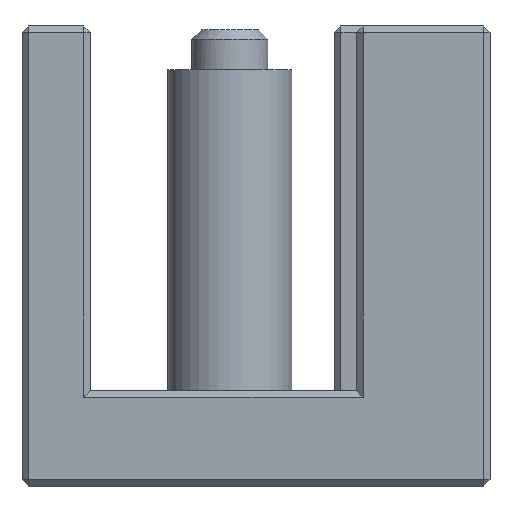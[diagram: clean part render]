
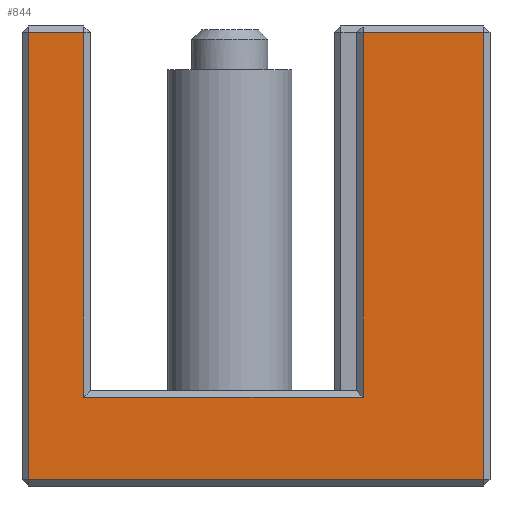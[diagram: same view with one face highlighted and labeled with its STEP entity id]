
A CAD part, left-side view. The second image highlights one B-rep face of the part: STEP entity #844.
In plain terms, the highlighted planar face has unit normal (-1, 0, 0).
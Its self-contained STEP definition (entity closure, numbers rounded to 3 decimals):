
#63=FACE_OUTER_BOUND('',#119,.T.);
#119=EDGE_LOOP('',(#668,#669,#670,#671,#672,#673,#674,#675));
#154=LINE('',#1200,#261);
#170=LINE('',#1234,#277);
#210=LINE('',#1360,#317);
#211=LINE('',#1362,#318);
#221=LINE('',#1382,#328);
#222=LINE('',#1384,#329);
#223=LINE('',#1386,#330);
#224=LINE('',#1387,#331);
#261=VECTOR('',#963,10.);
#277=VECTOR('',#991,10.);
#317=VECTOR('',#1077,10.);
#318=VECTOR('',#1080,10.);
#328=VECTOR('',#1104,10.);
#329=VECTOR('',#1105,10.);
#330=VECTOR('',#1106,10.);
#331=VECTOR('',#1107,10.);
#358=VERTEX_POINT('',#1176);
#364=VERTEX_POINT('',#1190);
#367=VERTEX_POINT('',#1197);
#372=VERTEX_POINT('',#1213);
#375=VERTEX_POINT('',#1220);
#379=VERTEX_POINT('',#1232);
#407=VERTEX_POINT('',#1383);
#408=VERTEX_POINT('',#1385);
#429=EDGE_CURVE('',#367,#364,#154,.T.);
#445=EDGE_CURVE('',#375,#379,#170,.T.);
#491=EDGE_CURVE('',#364,#358,#210,.T.);
#492=EDGE_CURVE('',#358,#372,#211,.T.);
#502=EDGE_CURVE('',#375,#372,#221,.T.);
#503=EDGE_CURVE('',#407,#379,#222,.T.);
#504=EDGE_CURVE('',#408,#407,#223,.T.);
#505=EDGE_CURVE('',#367,#408,#224,.T.);
#668=ORIENTED_EDGE('',*,*,#502,.F.);
#669=ORIENTED_EDGE('',*,*,#445,.T.);
#670=ORIENTED_EDGE('',*,*,#503,.F.);
#671=ORIENTED_EDGE('',*,*,#504,.F.);
#672=ORIENTED_EDGE('',*,*,#505,.F.);
#673=ORIENTED_EDGE('',*,*,#429,.T.);
#674=ORIENTED_EDGE('',*,*,#491,.T.);
#675=ORIENTED_EDGE('',*,*,#492,.T.);
#788=PLANE('',#918);
#844=ADVANCED_FACE('',(#63),#788,.F.);
#918=AXIS2_PLACEMENT_3D('',#1381,#1102,#1103);
#963=DIRECTION('',(0.,1.,0.));
#991=DIRECTION('',(0.,1.,0.));
#1077=DIRECTION('',(0.,0.,-1.));
#1080=DIRECTION('',(0.,-1.,0.));
#1102=DIRECTION('center_axis',(1.,0.,0.));
#1103=DIRECTION('ref_axis',(0.,0.,-1.));
#1104=DIRECTION('',(0.,0.,-1.));
#1105=DIRECTION('',(0.,0.,1.));
#1106=DIRECTION('',(0.,-1.,0.));
#1107=DIRECTION('',(0.,0.,-1.));
#1176=CARTESIAN_POINT('',(-9.9,14.35,0.4));
#1190=CARTESIAN_POINT('',(-9.9,14.35,28.6));
#1197=CARTESIAN_POINT('',(-9.9,10.85,28.6));
#1200=CARTESIAN_POINT('',(-9.9,6.812,28.6));
#1213=CARTESIAN_POINT('',(-9.9,-14.35,0.4));
#1220=CARTESIAN_POINT('',(-9.9,-14.35,28.6));
#1232=CARTESIAN_POINT('',(-9.9,-6.75,28.6));
#1234=CARTESIAN_POINT('',(-9.9,-4.763,28.6));
#1360=CARTESIAN_POINT('',(-9.9,14.35,15.15));
#1362=CARTESIAN_POINT('',(-9.9,0.512,0.4));
#1381=CARTESIAN_POINT('Origin',(-9.9,1.025,15.8));
#1382=CARTESIAN_POINT('',(-9.9,-14.35,15.15));
#1383=CARTESIAN_POINT('',(-9.9,-6.75,5.6));
#1384=CARTESIAN_POINT('',(-9.9,-6.75,16.5));
#1385=CARTESIAN_POINT('',(-9.9,10.85,5.6));
#1386=CARTESIAN_POINT('',(-9.9,1.537,5.6));
#1387=CARTESIAN_POINT('',(-9.9,10.85,16.5));
